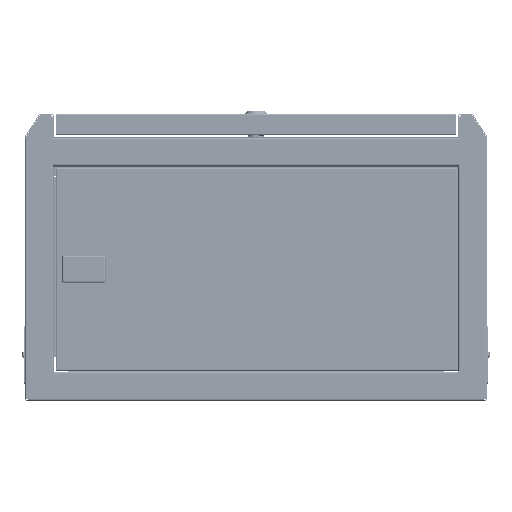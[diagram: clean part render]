
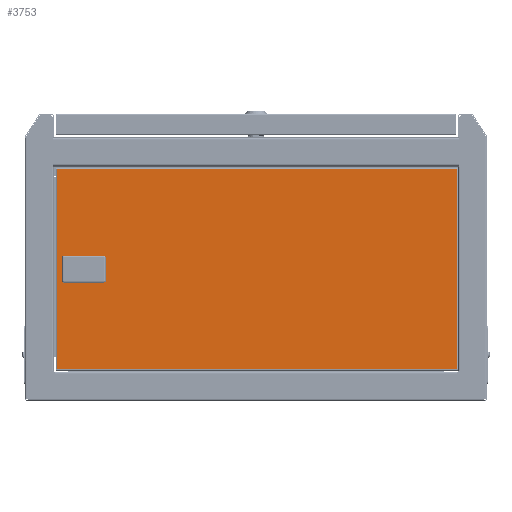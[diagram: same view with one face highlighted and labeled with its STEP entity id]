
A CAD part, left-side view. The second image highlights one B-rep face of the part: STEP entity #3753.
In plain terms, the highlighted face is planar.
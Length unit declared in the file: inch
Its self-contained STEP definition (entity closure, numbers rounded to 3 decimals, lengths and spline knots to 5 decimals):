
#43 = CARTESIAN_POINT ( 'NONE',  ( 0., 6.28805, 0.0315 ) ) ;
#1770 = EDGE_CURVE ( 'NONE', #84362, #40919, #11174, .T. ) ;
#1790 = LINE ( 'NONE', #11637, #71702 ) ;
#2755 = VECTOR ( 'NONE', #27718, 39.37008 ) ;
#3753 = ADVANCED_FACE ( 'NONE', ( #51786, #18474 ), #144835, .T. ) ;
#4149 = ORIENTED_EDGE ( 'NONE', *, *, #89373, .T. ) ;
#5273 = ORIENTED_EDGE ( 'NONE', *, *, #138410, .T. ) ;
#6383 = DIRECTION ( 'NONE',  ( 0., 0., 1. ) ) ;
#8351 = CARTESIAN_POINT ( 'NONE',  ( -0.47938, 7.87092, 0.0315 ) ) ;
#10694 = VECTOR ( 'NONE', #121332, 39.37008 ) ;
#11174 = LINE ( 'NONE', #138281, #31951 ) ;
#11535 = ORIENTED_EDGE ( 'NONE', *, *, #1770, .T. ) ;
#11637 = CARTESIAN_POINT ( 'NONE',  ( 0., -8.24311, 0.0315 ) ) ;
#12380 = DIRECTION ( 'NONE',  ( 1., 0., 0. ) ) ;
#14459 = ORIENTED_EDGE ( 'NONE', *, *, #26400, .T. ) ;
#15697 = EDGE_CURVE ( 'NONE', #24585, #79466, #31244, .T. ) ;
#18474 = FACE_OUTER_BOUND ( 'NONE', #140917, .T. ) ;
#20810 = CARTESIAN_POINT ( 'NONE',  ( 0.47938, 7.07948, 0.0315 ) ) ;
#20934 = VERTEX_POINT ( 'NONE', #50500 ) ;
#21276 = DIRECTION ( 'NONE',  ( -1., 0., 0. ) ) ;
#24585 = VERTEX_POINT ( 'NONE', #54248 ) ;
#25477 = CARTESIAN_POINT ( 'NONE',  ( 0., 7.87092, 0.0315 ) ) ;
#26400 = EDGE_CURVE ( 'NONE', #71154, #20934, #136574, .T. ) ;
#27718 = DIRECTION ( 'NONE',  ( 1., 0., 0. ) ) ;
#31244 = LINE ( 'NONE', #88721, #10694 ) ;
#31951 = VECTOR ( 'NONE', #34643, 39.37008 ) ;
#34643 = DIRECTION ( 'NONE',  ( 0., -1., 0. ) ) ;
#36836 = LINE ( 'NONE', #25477, #2755 ) ;
#39717 = DIRECTION ( 'NONE',  ( 1., 0., 0. ) ) ;
#40919 = VERTEX_POINT ( 'NONE', #144958 ) ;
#41836 = ORIENTED_EDGE ( 'NONE', *, *, #74972, .T. ) ;
#47015 = DIRECTION ( 'NONE',  ( -1., 0., 0. ) ) ;
#47265 = EDGE_LOOP ( 'NONE', ( #104415, #115683, #14459, #5273 ) ) ;
#47732 = VERTEX_POINT ( 'NONE', #104356 ) ;
#50500 = CARTESIAN_POINT ( 'NONE',  ( 0.47938, 6.28805, 0.0315 ) ) ;
#51786 = FACE_BOUND ( 'NONE', #47265, .T. ) ;
#54248 = CARTESIAN_POINT ( 'NONE',  ( -0.47938, 6.28805, 0.0315 ) ) ;
#54590 = CARTESIAN_POINT ( 'NONE',  ( -4.13189, 8.22343, 0.0315 ) ) ;
#57594 = CARTESIAN_POINT ( 'NONE',  ( 0., 8.22343, 0.0315 ) ) ;
#58565 = ORIENTED_EDGE ( 'NONE', *, *, #85304, .T. ) ;
#59102 = LINE ( 'NONE', #57594, #85977 ) ;
#61206 = VECTOR ( 'NONE', #21276, 39.37008 ) ;
#69658 = LINE ( 'NONE', #43, #61206 ) ;
#71154 = VERTEX_POINT ( 'NONE', #118688 ) ;
#71702 = VECTOR ( 'NONE', #12380, 39.37008 ) ;
#74972 = EDGE_CURVE ( 'NONE', #40919, #47732, #1790, .T. ) ;
#79466 = VERTEX_POINT ( 'NONE', #8351 ) ;
#84362 = VERTEX_POINT ( 'NONE', #54590 ) ;
#85304 = EDGE_CURVE ( 'NONE', #141128, #84362, #59102, .T. ) ;
#85977 = VECTOR ( 'NONE', #47015, 39.37008 ) ;
#88721 = CARTESIAN_POINT ( 'NONE',  ( -0.47938, 7.07948, 0.0315 ) ) ;
#89373 = EDGE_CURVE ( 'NONE', #47732, #141128, #138617, .T. ) ;
#100171 = EDGE_CURVE ( 'NONE', #79466, #71154, #36836, .T. ) ;
#104356 = CARTESIAN_POINT ( 'NONE',  ( 4.13189, -8.24311, 0.0315 ) ) ;
#104415 = ORIENTED_EDGE ( 'NONE', *, *, #15697, .T. ) ;
#115683 = ORIENTED_EDGE ( 'NONE', *, *, #100171, .T. ) ;
#115909 = CARTESIAN_POINT ( 'NONE',  ( 4.13189, 0., 0.0315 ) ) ;
#116866 = VECTOR ( 'NONE', #145656, 39.37008 ) ;
#118688 = CARTESIAN_POINT ( 'NONE',  ( 0.47938, 7.87092, 0.0315 ) ) ;
#119917 = CARTESIAN_POINT ( 'NONE',  ( 0., 0., 0.0315 ) ) ;
#121332 = DIRECTION ( 'NONE',  ( 0., 1., 0. ) ) ;
#125312 = VECTOR ( 'NONE', #136387, 39.37008 ) ;
#128084 = CARTESIAN_POINT ( 'NONE',  ( 4.13189, 8.22343, 0.0315 ) ) ;
#136387 = DIRECTION ( 'NONE',  ( 0., 1., 0. ) ) ;
#136574 = LINE ( 'NONE', #20810, #116866 ) ;
#138281 = CARTESIAN_POINT ( 'NONE',  ( -4.13189, 0., 0.0315 ) ) ;
#138410 = EDGE_CURVE ( 'NONE', #20934, #24585, #69658, .T. ) ;
#138617 = LINE ( 'NONE', #115909, #125312 ) ;
#140917 = EDGE_LOOP ( 'NONE', ( #58565, #11535, #41836, #4149 ) ) ;
#141128 = VERTEX_POINT ( 'NONE', #128084 ) ;
#142677 = AXIS2_PLACEMENT_3D ( 'NONE', #119917, #6383, #39717 ) ;
#144835 = PLANE ( 'NONE',  #142677 ) ;
#144958 = CARTESIAN_POINT ( 'NONE',  ( -4.13189, -8.24311, 0.0315 ) ) ;
#145656 = DIRECTION ( 'NONE',  ( 0., -1., 0. ) ) ;
